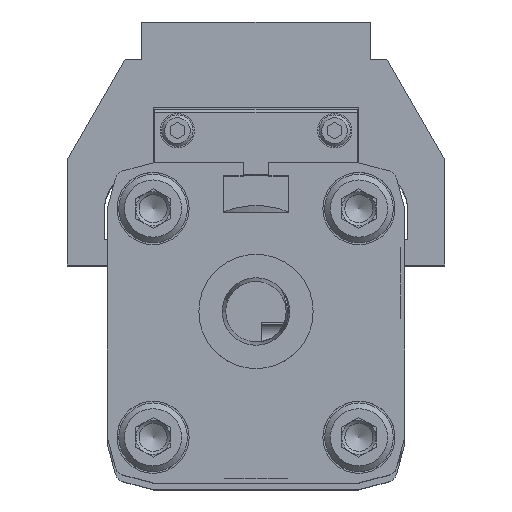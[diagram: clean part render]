
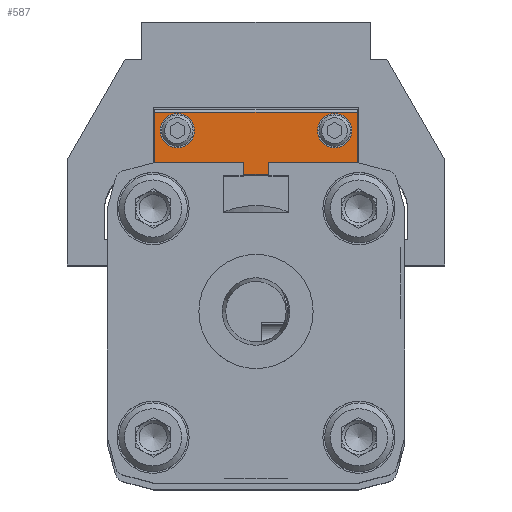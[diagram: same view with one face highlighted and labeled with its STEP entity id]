
A CAD part, top view. The second image highlights one B-rep face of the part: STEP entity #587.
In plain terms, the highlighted planar face has unit normal (0, 0, 1).
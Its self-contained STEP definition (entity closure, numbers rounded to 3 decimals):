
#587 = ADVANCED_FACE( '', ( #1685, #1686, #1687 ), #1688, .F. );
#1685 = FACE_BOUND( '', #2995, .T. );
#1686 = FACE_BOUND( '', #2996, .T. );
#1687 = FACE_OUTER_BOUND( '', #2997, .T. );
#1688 = PLANE( '', #2998 );
#2995 = EDGE_LOOP( '', ( #6581 ) );
#2996 = EDGE_LOOP( '', ( #6582 ) );
#2997 = EDGE_LOOP( '', ( #6583, #6584, #6585, #6586 ) );
#2998 = AXIS2_PLACEMENT_3D( '', #6587, #6588, #6589 );
#6581 = ORIENTED_EDGE( '', *, *, #8594, .F. );
#6582 = ORIENTED_EDGE( '', *, *, #8536, .F. );
#6583 = ORIENTED_EDGE( '', *, *, #8585, .T. );
#6584 = ORIENTED_EDGE( '', *, *, #8593, .F. );
#6585 = ORIENTED_EDGE( '', *, *, #8576, .F. );
#6586 = ORIENTED_EDGE( '', *, *, #8595, .T. );
#6587 = CARTESIAN_POINT( '', ( 17.75, 26.7, 75.7 ) );
#6588 = DIRECTION( '', ( 0., 0., -1. ) );
#6589 = DIRECTION( '', ( -1., 0., 0. ) );
#8536 = EDGE_CURVE( '', #10457, #10457, #10458, .F. );
#8576 = EDGE_CURVE( '', #10529, #10531, #10532, .T. );
#8585 = EDGE_CURVE( '', #10549, #10547, #10550, .T. );
#8593 = EDGE_CURVE( '', #10531, #10547, #10559, .T. );
#8594 = EDGE_CURVE( '', #10560, #10560, #10561, .F. );
#8595 = EDGE_CURVE( '', #10529, #10549, #10562, .T. );
#10457 = VERTEX_POINT( '', #13342 );
#10458 = CIRCLE( '', #13343, 3. );
#10529 = VERTEX_POINT( '', #13446 );
#10531 = VERTEX_POINT( '', #13449 );
#10532 = LINE( '', #13450, #13451 );
#10547 = VERTEX_POINT( '', #13473 );
#10549 = VERTEX_POINT( '', #13476 );
#10550 = LINE( '', #13477, #13478 );
#10559 = LINE( '', #13494, #13495 );
#10560 = VERTEX_POINT( '', #13496 );
#10561 = CIRCLE( '', #13497, 3. );
#10562 = LINE( '', #13498, #13499 );
#13342 = CARTESIAN_POINT( '', ( 10.75, 23.5, 75.7 ) );
#13343 = AXIS2_PLACEMENT_3D( '', #15654, #15655, #15656 );
#13446 = CARTESIAN_POINT( '', ( 17.75, 26.7, 75.7 ) );
#13449 = CARTESIAN_POINT( '', ( 17.75, 15.9, 75.7 ) );
#13450 = CARTESIAN_POINT( '', ( 17.75, 26.7, 75.7 ) );
#13451 = VECTOR( '', #15708, 1000. );
#13473 = CARTESIAN_POINT( '', ( -17.75, 15.9, 75.7 ) );
#13476 = CARTESIAN_POINT( '', ( -17.75, 26.7, 75.7 ) );
#13477 = CARTESIAN_POINT( '', ( -17.75, 26.7, 75.7 ) );
#13478 = VECTOR( '', #15717, 1000. );
#13494 = CARTESIAN_POINT( '', ( 17.75, 15.9, 75.7 ) );
#13495 = VECTOR( '', #15725, 1000. );
#13496 = CARTESIAN_POINT( '', ( -16.75, 23.5, 75.7 ) );
#13497 = AXIS2_PLACEMENT_3D( '', #15726, #15727, #15728 );
#13498 = CARTESIAN_POINT( '', ( 17.75, 26.7, 75.7 ) );
#13499 = VECTOR( '', #15729, 1000. );
#15654 = CARTESIAN_POINT( '', ( 13.75, 23.5, 75.7 ) );
#15655 = DIRECTION( '', ( 0., 0., -1. ) );
#15656 = DIRECTION( '', ( -1., 0., 0. ) );
#15708 = DIRECTION( '', ( 0., -1., 0. ) );
#15717 = DIRECTION( '', ( 0., -1., 0. ) );
#15725 = DIRECTION( '', ( -1., 0., 0. ) );
#15726 = CARTESIAN_POINT( '', ( -13.75, 23.5, 75.7 ) );
#15727 = DIRECTION( '', ( 0., 0., -1. ) );
#15728 = DIRECTION( '', ( -1., 0., 0. ) );
#15729 = DIRECTION( '', ( -1., 0., 0. ) );
